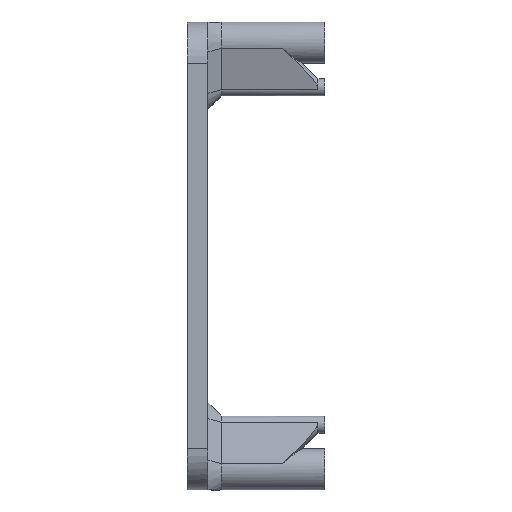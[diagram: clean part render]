
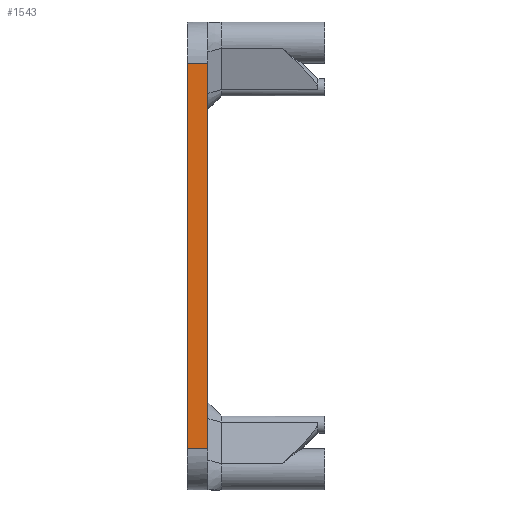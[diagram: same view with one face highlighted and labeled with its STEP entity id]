
A CAD part, left-side view. The second image highlights one B-rep face of the part: STEP entity #1543.
In plain terms, the highlighted planar face has unit normal (-1, 0, 0).
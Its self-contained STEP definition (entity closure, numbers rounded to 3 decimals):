
#461 = VERTEX_POINT ( 'NONE', #2599 ) ;
#519 = ORIENTED_EDGE ( 'NONE', *, *, #2408, .T. ) ;
#566 = LINE ( 'NONE', #882, #3299 ) ;
#781 = EDGE_LOOP ( 'NONE', ( #2797, #3561, #1891, #519 ) ) ;
#823 = DIRECTION ( 'NONE',  ( 0., 0., -1. ) ) ;
#860 = EDGE_CURVE ( 'NONE', #3129, #3387, #3497, .T. ) ;
#862 = LINE ( 'NONE', #2049, #2611 ) ;
#882 = CARTESIAN_POINT ( 'NONE',  ( -40.195, 0., 5.124 ) ) ;
#1106 = DIRECTION ( 'NONE',  ( -1., 0., 0. ) ) ;
#1207 = VECTOR ( 'NONE', #1481, 1000. ) ;
#1465 = CARTESIAN_POINT ( 'NONE',  ( -40.195, 3., 5.124 ) ) ;
#1481 = DIRECTION ( 'NONE',  ( 0., -1., 0. ) ) ;
#1543 = ADVANCED_FACE ( 'NONE', ( #2520 ), #2315, .T. ) ;
#1608 = VECTOR ( 'NONE', #823, 1000. ) ;
#1719 = CARTESIAN_POINT ( 'NONE',  ( -40.195, 3., -50.876 ) ) ;
#1891 = ORIENTED_EDGE ( 'NONE', *, *, #2389, .T. ) ;
#2048 = VERTEX_POINT ( 'NONE', #1719 ) ;
#2049 = CARTESIAN_POINT ( 'NONE',  ( -40.195, 3., -50.876 ) ) ;
#2070 = DIRECTION ( 'NONE',  ( 0., 0., -1. ) ) ;
#2315 = PLANE ( 'NONE',  #2724 ) ;
#2382 = LINE ( 'NONE', #3220, #1608 ) ;
#2389 = EDGE_CURVE ( 'NONE', #3129, #2048, #2382, .T. ) ;
#2408 = EDGE_CURVE ( 'NONE', #2048, #461, #862, .T. ) ;
#2409 = EDGE_CURVE ( 'NONE', #3387, #461, #566, .T. ) ;
#2520 = FACE_OUTER_BOUND ( 'NONE', #781, .T. ) ;
#2599 = CARTESIAN_POINT ( 'NONE',  ( -40.195, 0., -50.876 ) ) ;
#2611 = VECTOR ( 'NONE', #3243, 1000. ) ;
#2724 = AXIS2_PLACEMENT_3D ( 'NONE', #3757, #1106, #3443 ) ;
#2797 = ORIENTED_EDGE ( 'NONE', *, *, #2409, .F. ) ;
#3129 = VERTEX_POINT ( 'NONE', #3704 ) ;
#3220 = CARTESIAN_POINT ( 'NONE',  ( -40.195, 3., 5.124 ) ) ;
#3243 = DIRECTION ( 'NONE',  ( 0., -1., 0. ) ) ;
#3284 = CARTESIAN_POINT ( 'NONE',  ( -40.195, 0., 5.124 ) ) ;
#3299 = VECTOR ( 'NONE', #2070, 1000. ) ;
#3387 = VERTEX_POINT ( 'NONE', #3284 ) ;
#3443 = DIRECTION ( 'NONE',  ( 0., 0., 1. ) ) ;
#3497 = LINE ( 'NONE', #1465, #1207 ) ;
#3561 = ORIENTED_EDGE ( 'NONE', *, *, #860, .F. ) ;
#3704 = CARTESIAN_POINT ( 'NONE',  ( -40.195, 3., 5.124 ) ) ;
#3757 = CARTESIAN_POINT ( 'NONE',  ( -40.195, 3., 5.124 ) ) ;
